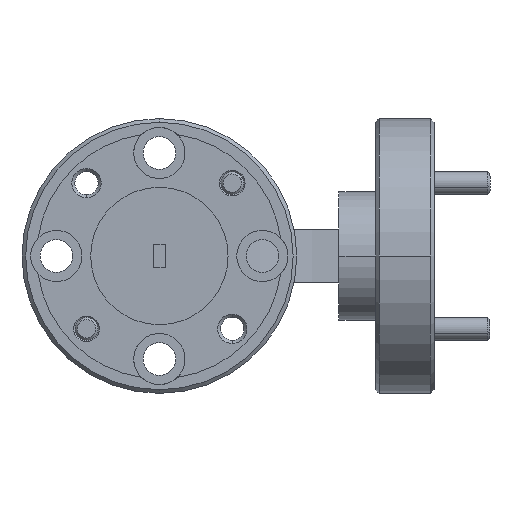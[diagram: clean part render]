
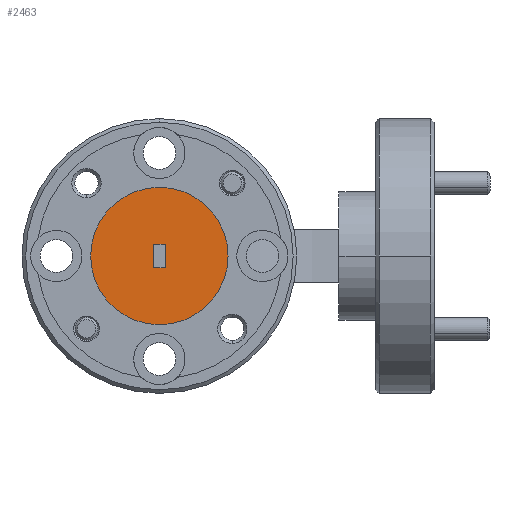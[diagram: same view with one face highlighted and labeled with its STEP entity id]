
A CAD part, left-side view. The second image highlights one B-rep face of the part: STEP entity #2463.
In plain terms, the highlighted planar face has unit normal (-1, 0, 0).
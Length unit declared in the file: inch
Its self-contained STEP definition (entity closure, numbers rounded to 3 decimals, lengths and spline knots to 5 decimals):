
#135 = CIRCLE ( 'NONE', #259, 0.1875 ) ;
#259 = AXIS2_PLACEMENT_3D ( 'NONE', #383, #936, #5786 ) ;
#297 = EDGE_LOOP ( 'NONE', ( #727, #6903 ) ) ;
#383 = CARTESIAN_POINT ( 'NONE',  ( -3.11322, 1.14363, 0.6964 ) ) ;
#403 = VECTOR ( 'NONE', #3362, 39.37008 ) ;
#508 = FACE_BOUND ( 'NONE', #1051, .T. ) ;
#727 = ORIENTED_EDGE ( 'NONE', *, *, #2333, .T. ) ;
#920 = CIRCLE ( 'NONE', #4961, 0.1875 ) ;
#936 = DIRECTION ( 'NONE',  ( -1., 0., 0. ) ) ;
#977 = CARTESIAN_POINT ( 'NONE',  ( -3.11322, 1.12738, 0.6639 ) ) ;
#1051 = EDGE_LOOP ( 'NONE', ( #2091, #1436, #3090, #4171 ) ) ;
#1169 = CARTESIAN_POINT ( 'NONE',  ( -3.11322, 1.14363, 0.8839 ) ) ;
#1209 = DIRECTION ( 'NONE',  ( 0., -1., 0. ) ) ;
#1330 = DIRECTION ( 'NONE',  ( -1., 0., 0. ) ) ;
#1436 = ORIENTED_EDGE ( 'NONE', *, *, #3624, .T. ) ;
#1558 = VERTEX_POINT ( 'NONE', #1169 ) ;
#1618 = PLANE ( 'NONE',  #6231 ) ;
#1625 = CARTESIAN_POINT ( 'NONE',  ( -3.11322, 1.15988, 0.7289 ) ) ;
#1761 = CARTESIAN_POINT ( 'NONE',  ( -3.11322, 1.15988, 0.6639 ) ) ;
#1969 = EDGE_CURVE ( 'NONE', #7738, #7325, #7074, .T. ) ;
#2091 = ORIENTED_EDGE ( 'NONE', *, *, #6761, .T. ) ;
#2185 = CARTESIAN_POINT ( 'NONE',  ( -3.11322, 1.14363, 0.5089 ) ) ;
#2306 = DIRECTION ( 'NONE',  ( 1., 0., 0. ) ) ;
#2333 = EDGE_CURVE ( 'NONE', #1558, #3747, #920, .T. ) ;
#2354 = CARTESIAN_POINT ( 'NONE',  ( -3.11322, 1.12738, 0.7289 ) ) ;
#2366 = CARTESIAN_POINT ( 'NONE',  ( -3.11322, 1.15988, 0.6639 ) ) ;
#2456 = DIRECTION ( 'NONE',  ( 0., 1., 0. ) ) ;
#2463 = ADVANCED_FACE ( 'NONE', ( #508, #3482 ), #1618, .F. ) ;
#2900 = DIRECTION ( 'NONE',  ( 0., 0., -1. ) ) ;
#3090 = ORIENTED_EDGE ( 'NONE', *, *, #1969, .T. ) ;
#3120 = CARTESIAN_POINT ( 'NONE',  ( -3.11322, 1.14363, 0.6964 ) ) ;
#3362 = DIRECTION ( 'NONE',  ( 0., 0., -1. ) ) ;
#3482 = FACE_OUTER_BOUND ( 'NONE', #297, .T. ) ;
#3555 = CARTESIAN_POINT ( 'NONE',  ( -3.11322, 1.15988, 0.7289 ) ) ;
#3624 = EDGE_CURVE ( 'NONE', #6034, #7738, #7272, .T. ) ;
#3747 = VERTEX_POINT ( 'NONE', #2185 ) ;
#3836 = EDGE_CURVE ( 'NONE', #7325, #6823, #4183, .T. ) ;
#4020 = CARTESIAN_POINT ( 'NONE',  ( -3.11322, 1.15988, 0.6639 ) ) ;
#4171 = ORIENTED_EDGE ( 'NONE', *, *, #3836, .T. ) ;
#4183 = LINE ( 'NONE', #1761, #7361 ) ;
#4730 = EDGE_CURVE ( 'NONE', #3747, #1558, #135, .T. ) ;
#4802 = VECTOR ( 'NONE', #6436, 39.37008 ) ;
#4961 = AXIS2_PLACEMENT_3D ( 'NONE', #3120, #1330, #5454 ) ;
#5454 = DIRECTION ( 'NONE',  ( 0., 0., 1. ) ) ;
#5479 = VECTOR ( 'NONE', #1209, 39.37008 ) ;
#5786 = DIRECTION ( 'NONE',  ( 0., 0., 1. ) ) ;
#5808 = LINE ( 'NONE', #4020, #4802 ) ;
#6034 = VERTEX_POINT ( 'NONE', #1625 ) ;
#6231 = AXIS2_PLACEMENT_3D ( 'NONE', #6497, #2306, #2900 ) ;
#6436 = DIRECTION ( 'NONE',  ( 0., 0., 1. ) ) ;
#6497 = CARTESIAN_POINT ( 'NONE',  ( -3.11322, 1.14363, 0.6964 ) ) ;
#6761 = EDGE_CURVE ( 'NONE', #6823, #6034, #5808, .T. ) ;
#6823 = VERTEX_POINT ( 'NONE', #2366 ) ;
#6903 = ORIENTED_EDGE ( 'NONE', *, *, #4730, .T. ) ;
#7074 = LINE ( 'NONE', #977, #403 ) ;
#7272 = LINE ( 'NONE', #3555, #5479 ) ;
#7325 = VERTEX_POINT ( 'NONE', #7358 ) ;
#7358 = CARTESIAN_POINT ( 'NONE',  ( -3.11322, 1.12738, 0.6639 ) ) ;
#7361 = VECTOR ( 'NONE', #2456, 39.37008 ) ;
#7738 = VERTEX_POINT ( 'NONE', #2354 ) ;
